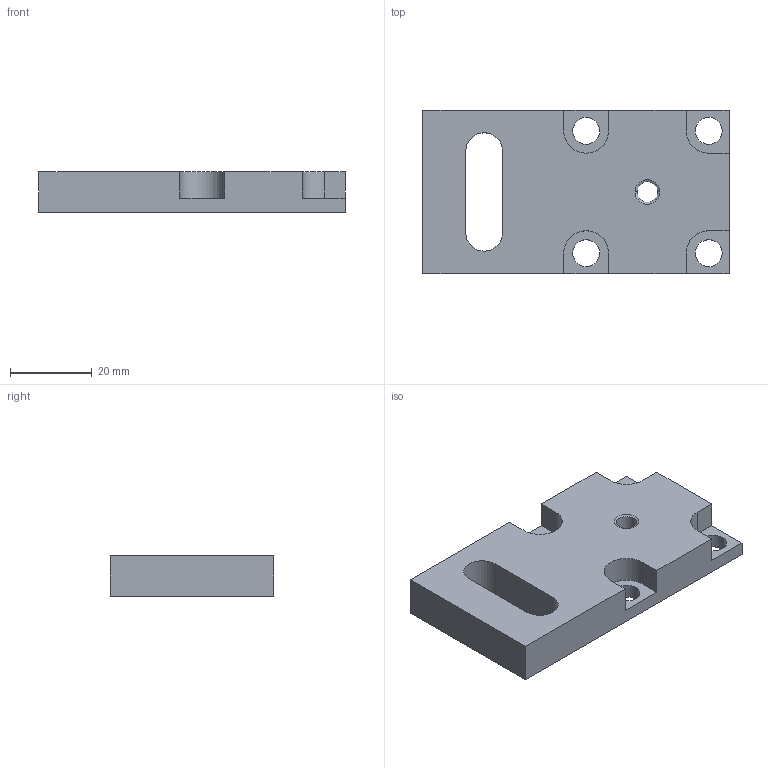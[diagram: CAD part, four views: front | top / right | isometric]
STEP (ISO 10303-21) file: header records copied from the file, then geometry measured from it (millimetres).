
FILE_DESCRIPTION(('Creo Elements/Direct Modeling STEP Export'),'2;1');
FILE_NAME('44.0240.1_Sockelplatte-MMS-44_75x40x10-Langloch-(P-40-40).stp','2022-03-21T 8:58:56',(''),(''),'PTC Creo Elements/Direct Modeling STEP processor for AP214 (Solid Model)','PTC Creo Elements/Direct Modeling 19.0C 15-Aug-2015 (C) Parametric Technology GmbH','');
FILE_SCHEMA(('AUTOMOTIVE_DESIGN { 1 0 10303 214 1 1 1 1 }'));
Length unit declared in the file: millimetre
Products named in the file (2): Sockelplatte-MMS-44_75x40x10-Langloch-P-40-40_44.0240.1_PX173540
Assembly tree (1 placements, depth 2):
  Sockelplatte-MMS-44_75x40x10-Langloch-P-40-40_44.0240.1_PX173540
    Sockelplatte-MMS-44_75x40x10-Langloch-P-40-40_44.0240.1_PX173540
Bounding box: 75 x 40 x 10 mm (x, y, z)
Volume: 24204.5 mm3; surface area: 8804.4 mm2
Topology: 1 solids, 1 shells, 40 faces, 110 edges, 72 vertices
Faces by surface type: plane 20, cylinder 16, cone 4
Entity records: 1303 total; most frequent: ORIENTED_EDGE 220, CARTESIAN_POINT 212, DIRECTION 206, EDGE_CURVE 110, VECTOR 74, LINE 74, VERTEX_POINT 72, AXIS2_PLACEMENT_3D 66
